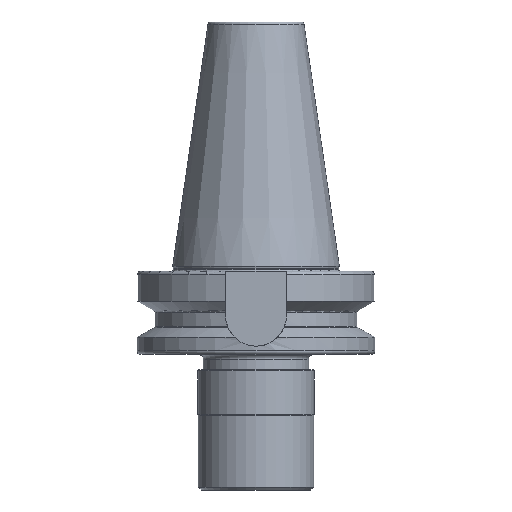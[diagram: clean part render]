
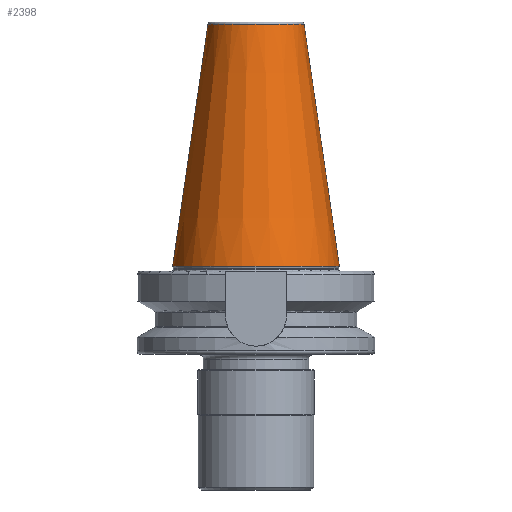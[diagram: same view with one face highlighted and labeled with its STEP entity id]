
A CAD part, left-side view. The second image highlights one B-rep face of the part: STEP entity #2398.
In plain terms, the highlighted conical face has half-angle 8.297 degrees and reference radius 27.637 mm.
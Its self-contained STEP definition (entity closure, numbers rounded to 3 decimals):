
#614=CARTESIAN_POINT('',(0,0,138.944));
#615=DIRECTION('',(0,0,1));
#616=DIRECTION('',(0,1,0));
#617=AXIS2_PLACEMENT_3D('',#614,#615,#616);
#619=DIRECTION('',(0.,0.144,0.99));
#620=VECTOR('',#619,103.023);
#621=CARTESIAN_POINT('',(0,-35.071,37));
#622=LINE('',#621,#620);
#623=CARTESIAN_POINT('',(0,0,37));
#624=DIRECTION('',(0,0,1));
#625=DIRECTION('',(0,1,0));
#626=AXIS2_PLACEMENT_3D('',#623,#624,#625);
#628=DIRECTION('',(0.,-0.144,0.99));
#629=VECTOR('',#628,103.023);
#630=CARTESIAN_POINT('',(0,35.071,37));
#631=LINE('',#630,#629);
#1476=CARTESIAN_POINT('',(0,35.071,37));
#1478=VERTEX_POINT('',#1476);
#1492=CARTESIAN_POINT('',(0,-35.071,37));
#1494=VERTEX_POINT('',#1492);
#1519=CARTESIAN_POINT('',(0,20.204,138.944));
#1520=CARTESIAN_POINT('',(0,-20.204,138.944));
#1521=VERTEX_POINT('',#1519);
#1522=VERTEX_POINT('',#1520);
#2384=CARTESIAN_POINT('',(0,0,87.972));
#2385=DIRECTION('',(0,0,-1));
#2386=DIRECTION('',(0,-1,0));
#2387=AXIS2_PLACEMENT_3D('',#2384,#2385,#2386);
#2388=CONICAL_SURFACE('',#2387,27.637,8.297);
#2390=ORIENTED_EDGE('',*,*,#2389,.T.);
#2392=ORIENTED_EDGE('',*,*,#2391,.F.);
#2393=ORIENTED_EDGE('',*,*,#2377,.F.);
#2395=ORIENTED_EDGE('',*,*,#2394,.T.);
#2396=EDGE_LOOP('',(#2390,#2392,#2393,#2395));
#2397=FACE_OUTER_BOUND('',#2396,.F.);
#2398=ADVANCED_FACE('',(#2397),#2388,.T.);
#618=CIRCLE('',#617,20.204);
#627=CIRCLE('',#626,35.071);
#2377=EDGE_CURVE('',#1478,#1494,#627,.T.);
#2389=EDGE_CURVE('',#1521,#1522,#618,.T.);
#2391=EDGE_CURVE('',#1494,#1522,#622,.T.);
#2394=EDGE_CURVE('',#1478,#1521,#631,.T.);
